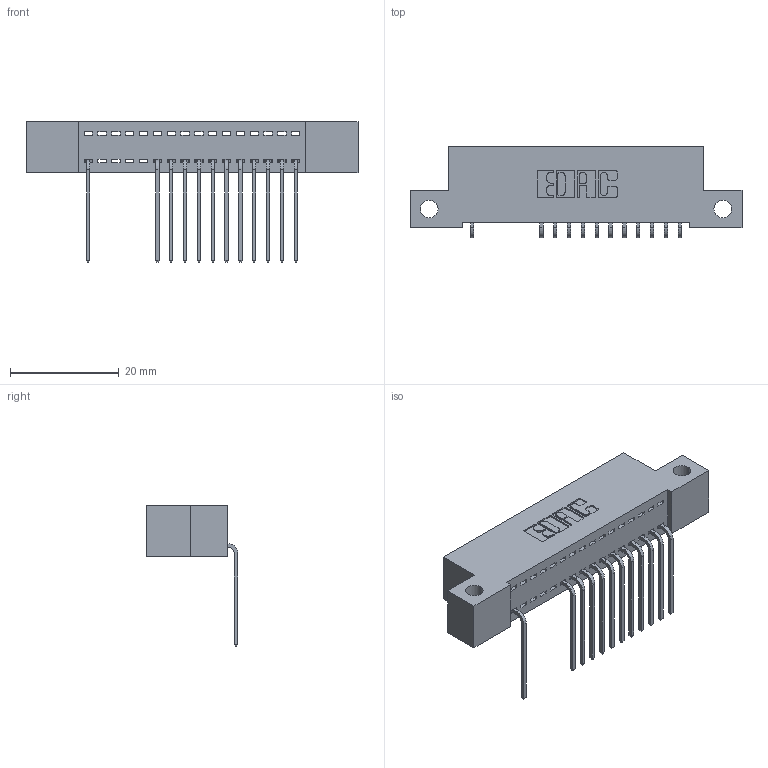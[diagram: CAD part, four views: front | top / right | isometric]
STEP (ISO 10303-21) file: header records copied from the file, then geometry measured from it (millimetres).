
FILE_DESCRIPTION (( 'STEP AP203' ), '1' );
FILE_NAME ('392-016-559-112.STEP', '2018-08-15T02:40:31', ( '' ), ( '' ), 'SwSTEP 2.0', 'SolidWorks 2016', '' );
FILE_SCHEMA (( 'CONFIG_CONTROL_DESIGN' ));
Length unit declared in the file: inch
Products named in the file (3): 342 Part_Side Mount; 345-292-001_558 559 Tail - 1; 392-016-559-112
Assembly tree (13 placements, depth 2):
  392-016-559-112
    342 Part_Side Mount
    345-292-001_558 559 Tail - 1  x12
Bounding box: 60.96 x 16.83 x 25.78 mm (x, y, z)
Volume: 5169.5 mm3; surface area: 6932.7 mm2
Topology: 13 solids, 13 shells, 878 faces, 2651 edges, 1750 vertices
Faces by surface type: plane 642, cylinder 236
Entity records: 12971 total; most frequent: CARTESIAN_POINT 2266, ORIENTED_EDGE 2222, DIRECTION 1959, EDGE_CURVE 1111, VECTOR 983, LINE 983, VERTEX_POINT 738, AXIS2_PLACEMENT_3D 488
